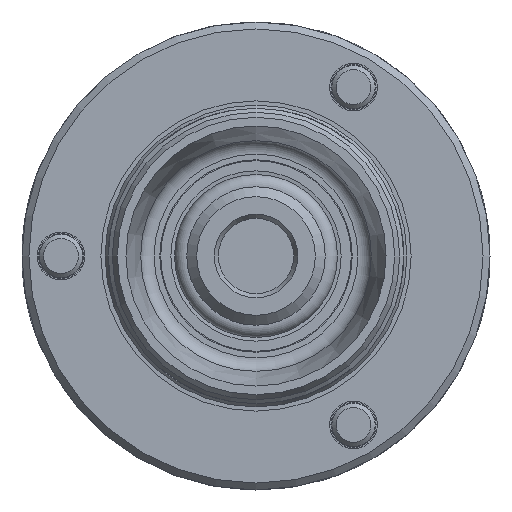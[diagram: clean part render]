
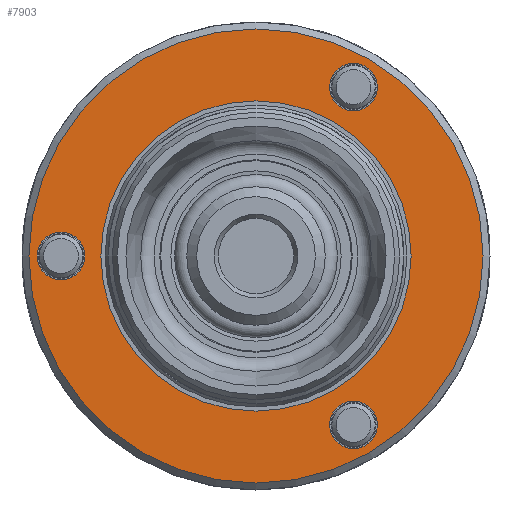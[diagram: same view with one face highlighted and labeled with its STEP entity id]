
A CAD part, left-side view. The second image highlights one B-rep face of the part: STEP entity #7903.
In plain terms, the highlighted planar face has unit normal (-1, 0, 0).
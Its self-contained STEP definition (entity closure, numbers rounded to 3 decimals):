
#276=PLANE('',#8398);
#442=FACE_BOUND('',#2339,.T.);
#443=FACE_BOUND('',#2340,.T.);
#444=FACE_BOUND('',#2341,.T.);
#445=FACE_BOUND('',#2342,.T.);
#1879=FACE_OUTER_BOUND('',#2338,.T.);
#2338=EDGE_LOOP('',(#5349));
#2339=EDGE_LOOP('',(#5350));
#2340=EDGE_LOOP('',(#5351));
#2341=EDGE_LOOP('',(#5352));
#2342=EDGE_LOOP('',(#5353,#5354));
#2849=CIRCLE('',#8396,17.9);
#2850=CIRCLE('',#8397,17.9);
#2851=CIRCLE('',#8399,26.2);
#2852=CIRCLE('',#8400,2.75);
#2853=CIRCLE('',#8401,2.75);
#2854=CIRCLE('',#8402,2.75);
#3229=VERTEX_POINT('',#11458);
#3230=VERTEX_POINT('',#11459);
#3231=VERTEX_POINT('',#11464);
#3232=VERTEX_POINT('',#11466);
#3233=VERTEX_POINT('',#11468);
#3234=VERTEX_POINT('',#11470);
#4079=EDGE_CURVE('',#3229,#3230,#2849,.T.);
#4080=EDGE_CURVE('',#3230,#3229,#2850,.T.);
#4082=EDGE_CURVE('',#3231,#3231,#2851,.T.);
#4083=EDGE_CURVE('',#3232,#3232,#2852,.T.);
#4084=EDGE_CURVE('',#3233,#3233,#2853,.T.);
#4085=EDGE_CURVE('',#3234,#3234,#2854,.T.);
#5349=ORIENTED_EDGE('',*,*,#4082,.F.);
#5350=ORIENTED_EDGE('',*,*,#4083,.T.);
#5351=ORIENTED_EDGE('',*,*,#4084,.T.);
#5352=ORIENTED_EDGE('',*,*,#4085,.T.);
#5353=ORIENTED_EDGE('',*,*,#4079,.T.);
#5354=ORIENTED_EDGE('',*,*,#4080,.T.);
#7903=ADVANCED_FACE('',(#1879,#442,#443,#444,#445),#276,.T.);
#8396=AXIS2_PLACEMENT_3D('',#11460,#9142,#9143);
#8397=AXIS2_PLACEMENT_3D('',#11461,#9144,#9145);
#8398=AXIS2_PLACEMENT_3D('',#11463,#9147,#9148);
#8399=AXIS2_PLACEMENT_3D('',#11465,#9149,#9150);
#8400=AXIS2_PLACEMENT_3D('',#11467,#9151,#9152);
#8401=AXIS2_PLACEMENT_3D('',#11469,#9153,#9154);
#8402=AXIS2_PLACEMENT_3D('',#11471,#9155,#9156);
#9142=DIRECTION('center_axis',(1.,0.,0.));
#9143=DIRECTION('ref_axis',(0.,1.,0.));
#9144=DIRECTION('center_axis',(1.,0.,0.));
#9145=DIRECTION('ref_axis',(0.,1.,0.));
#9147=DIRECTION('center_axis',(-1.,0.,0.));
#9148=DIRECTION('ref_axis',(0.,0.,1.));
#9149=DIRECTION('center_axis',(1.,0.,0.));
#9150=DIRECTION('ref_axis',(0.,-1.,0.));
#9151=DIRECTION('center_axis',(1.,0.,0.));
#9152=DIRECTION('ref_axis',(0.,0.,-1.));
#9153=DIRECTION('center_axis',(1.,0.,0.));
#9154=DIRECTION('ref_axis',(0.,0.866,0.5));
#9155=DIRECTION('center_axis',(1.,0.,0.));
#9156=DIRECTION('ref_axis',(0.,-0.866,0.5));
#11458=CARTESIAN_POINT('',(5.,17.9,0.));
#11459=CARTESIAN_POINT('',(5.,-17.9,0.));
#11460=CARTESIAN_POINT('Origin',(5.,0.,0.));
#11461=CARTESIAN_POINT('Origin',(5.,0.,0.));
#11463=CARTESIAN_POINT('Origin',(5.,21.133,0.));
#11464=CARTESIAN_POINT('',(5.,26.2,0.));
#11465=CARTESIAN_POINT('Origin',(5.,0.,0.));
#11466=CARTESIAN_POINT('',(5.,22.5,2.75));
#11467=CARTESIAN_POINT('Origin',(5.,22.5,0.));
#11468=CARTESIAN_POINT('',(5.,-13.632,18.111));
#11469=CARTESIAN_POINT('Origin',(5.,-11.25,19.486));
#11470=CARTESIAN_POINT('',(5.,-8.868,-20.861));
#11471=CARTESIAN_POINT('Origin',(5.,-11.25,-19.486));
